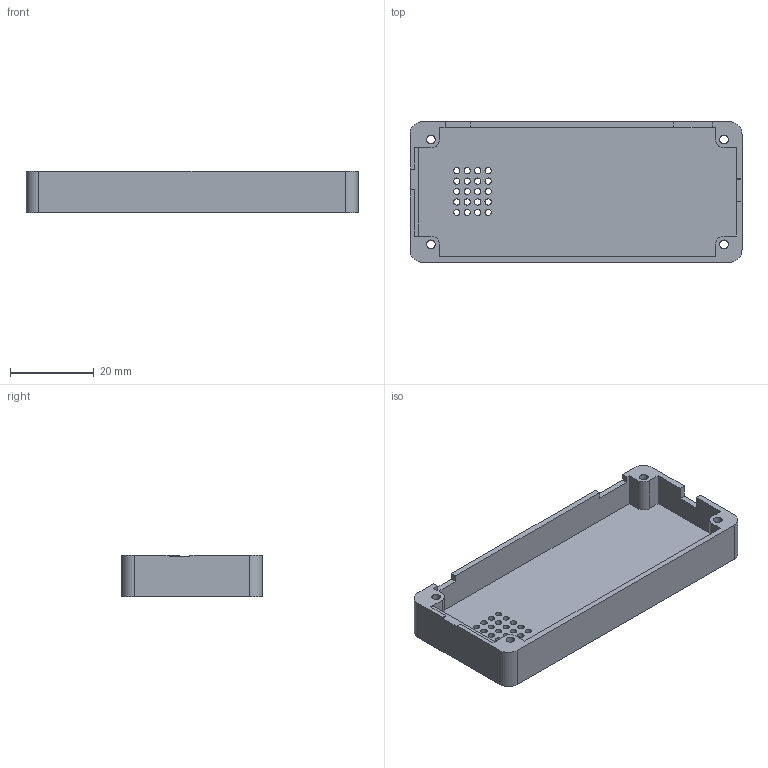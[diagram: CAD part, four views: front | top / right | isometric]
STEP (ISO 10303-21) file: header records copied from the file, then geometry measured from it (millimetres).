
FILE_DESCRIPTION((''),'2;1');
FILE_NAME('4732-CNC-_0819','2024-09-11T',('Administrator'),(''),'PRO/ENGINEER BY PARAMETRIC TECHNOLOGY CORPORATION, 2013150','PRO/ENGINEER BY PARAMETRIC TECHNOLOGY CORPORATION, 2013150','');
FILE_SCHEMA(('CONFIG_CONTROL_DESIGN'));
Length unit declared in the file: millimetre
Products named in the file (1): 4732-CNC-_0819
Bounding box: 79.48 x 33.67 x 10 mm (x, y, z)
Volume: 7874.1 mm3; surface area: 9580.8 mm2
Topology: 1 solids, 1 shells, 104 faces, 294 edges, 196 vertices
Faces by surface type: cylinder 64, plane 40
Entity records: 3560 total; most frequent: DIRECTION 630, CARTESIAN_POINT 594, ORIENTED_EDGE 588, EDGE_CURVE 294, AXIS2_PLACEMENT_3D 232, VERTEX_POINT 196, VECTOR 166, LINE 166
